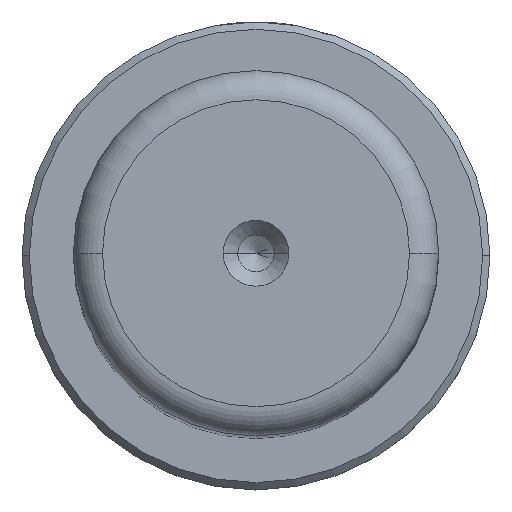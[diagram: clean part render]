
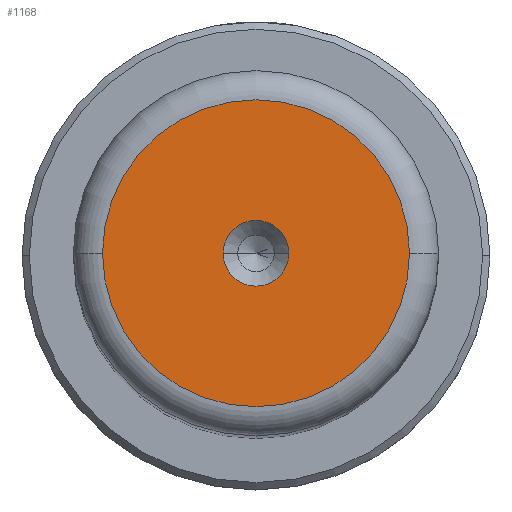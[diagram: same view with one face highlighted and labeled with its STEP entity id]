
A CAD part, top view. The second image highlights one B-rep face of the part: STEP entity #1168.
In plain terms, the highlighted planar face has unit normal (0, 0, 1).
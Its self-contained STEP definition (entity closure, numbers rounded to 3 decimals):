
#1 = DIRECTION ( 'NONE',  ( 1., 0., 0. ) ) ;
#25 = EDGE_CURVE ( 'NONE', #935, #1458, #942, .T. ) ;
#75 = DIRECTION ( 'NONE',  ( 1., 0., 0. ) ) ;
#125 = VERTEX_POINT ( 'NONE', #1085 ) ;
#133 = CARTESIAN_POINT ( 'NONE',  ( 10.495, 0., 126. ) ) ;
#165 = CIRCLE ( 'NONE', #1710, 2.25 ) ;
#184 = CARTESIAN_POINT ( 'NONE',  ( 0., 0., 126. ) ) ;
#232 = CARTESIAN_POINT ( 'NONE',  ( 2.25, 0., 126. ) ) ;
#333 = DIRECTION ( 'NONE',  ( 1., 0., 0. ) ) ;
#355 = CARTESIAN_POINT ( 'NONE',  ( 0., 0., 126. ) ) ;
#358 = CARTESIAN_POINT ( 'NONE',  ( 0., 0., 126. ) ) ;
#388 = PLANE ( 'NONE',  #1351 ) ;
#476 = ORIENTED_EDGE ( 'NONE', *, *, #973, .F. ) ;
#517 = DIRECTION ( 'NONE',  ( 1., 0., 0. ) ) ;
#520 = DIRECTION ( 'NONE',  ( 1., 0., 0. ) ) ;
#567 = FACE_BOUND ( 'NONE', #1767, .T. ) ;
#693 = AXIS2_PLACEMENT_3D ( 'NONE', #358, #1486, #520 ) ;
#702 = CARTESIAN_POINT ( 'NONE',  ( 0., 0., 126. ) ) ;
#778 = ORIENTED_EDGE ( 'NONE', *, *, #25, .T. ) ;
#822 = AXIS2_PLACEMENT_3D ( 'NONE', #355, #1482, #517 ) ;
#897 = CARTESIAN_POINT ( 'NONE',  ( -10.495, 0., 126. ) ) ;
#935 = VERTEX_POINT ( 'NONE', #133 ) ;
#942 = CIRCLE ( 'NONE', #1281, 10.495 ) ;
#961 = DIRECTION ( 'NONE',  ( 0., 0., 1. ) ) ;
#973 = EDGE_CURVE ( 'NONE', #125, #1337, #165, .T. ) ;
#1040 = DIRECTION ( 'NONE',  ( 0., 0., 1. ) ) ;
#1067 = CIRCLE ( 'NONE', #822, 10.495 ) ;
#1085 = CARTESIAN_POINT ( 'NONE',  ( -2.25, 0., 126. ) ) ;
#1109 = EDGE_CURVE ( 'NONE', #1337, #125, #1142, .T. ) ;
#1142 = CIRCLE ( 'NONE', #693, 2.25 ) ;
#1168 = ADVANCED_FACE ( 'NONE', ( #567, #1384 ), #388, .T. ) ;
#1253 = ORIENTED_EDGE ( 'NONE', *, *, #1109, .F. ) ;
#1281 = AXIS2_PLACEMENT_3D ( 'NONE', #184, #1308, #333 ) ;
#1308 = DIRECTION ( 'NONE',  ( 0., 0., 1. ) ) ;
#1337 = VERTEX_POINT ( 'NONE', #232 ) ;
#1351 = AXIS2_PLACEMENT_3D ( 'NONE', #702, #1040, #75 ) ;
#1384 = FACE_OUTER_BOUND ( 'NONE', #2040, .T. ) ;
#1458 = VERTEX_POINT ( 'NONE', #897 ) ;
#1482 = DIRECTION ( 'NONE',  ( 0., 0., 1. ) ) ;
#1486 = DIRECTION ( 'NONE',  ( 0., 0., 1. ) ) ;
#1710 = AXIS2_PLACEMENT_3D ( 'NONE', #1915, #961, #1 ) ;
#1741 = EDGE_CURVE ( 'NONE', #1458, #935, #1067, .T. ) ;
#1767 = EDGE_LOOP ( 'NONE', ( #1253, #476 ) ) ;
#1915 = CARTESIAN_POINT ( 'NONE',  ( 0., 0., 126. ) ) ;
#2040 = EDGE_LOOP ( 'NONE', ( #778, #2072 ) ) ;
#2072 = ORIENTED_EDGE ( 'NONE', *, *, #1741, .T. ) ;
